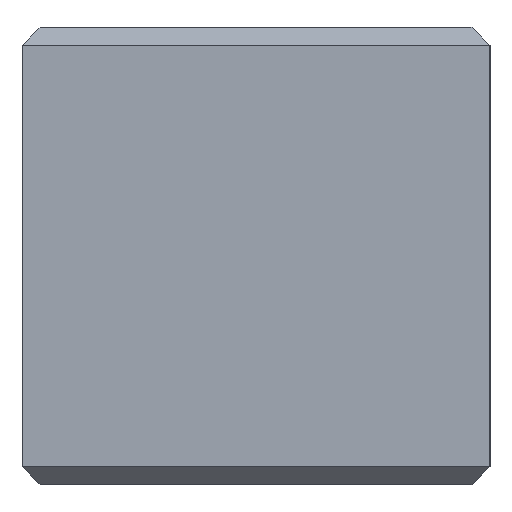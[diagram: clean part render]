
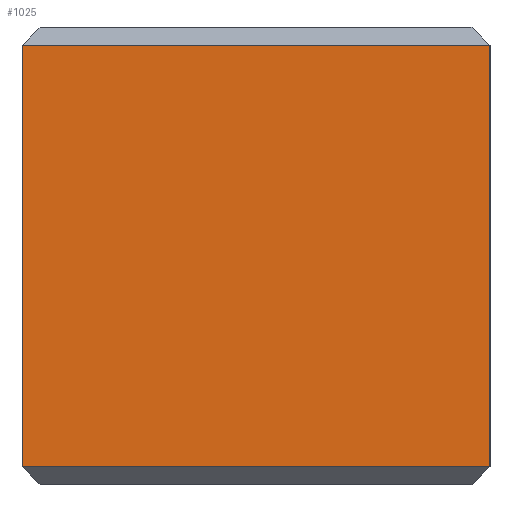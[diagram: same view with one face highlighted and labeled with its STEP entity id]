
A CAD part, left-side view. The second image highlights one B-rep face of the part: STEP entity #1025.
In plain terms, the highlighted planar face has unit normal (-1, 0, 0).
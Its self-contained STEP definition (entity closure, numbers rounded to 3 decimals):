
#99 = VECTOR ( 'NONE', #165, 1000. ) ;
#165 = DIRECTION ( 'NONE',  ( 0., 0., -1. ) ) ;
#180 = EDGE_CURVE ( 'NONE', #1423, #896, #404, .T. ) ;
#228 = ORIENTED_EDGE ( 'NONE', *, *, #1239, .T. ) ;
#298 = VERTEX_POINT ( 'NONE', #1585 ) ;
#404 = LINE ( 'NONE', #1530, #1090 ) ;
#503 = ORIENTED_EDGE ( 'NONE', *, *, #180, .F. ) ;
#580 = VERTEX_POINT ( 'NONE', #847 ) ;
#744 = AXIS2_PLACEMENT_3D ( 'NONE', #2332, #2556, #793 ) ;
#783 = LINE ( 'NONE', #2382, #99 ) ;
#793 = DIRECTION ( 'NONE',  ( 0., 1., 0. ) ) ;
#828 = CARTESIAN_POINT ( 'NONE',  ( 0., 0., 0.5 ) ) ;
#847 = CARTESIAN_POINT ( 'NONE',  ( 0., 13., 12.2 ) ) ;
#858 = LINE ( 'NONE', #1521, #1168 ) ;
#896 = VERTEX_POINT ( 'NONE', #2636 ) ;
#977 = PLANE ( 'NONE',  #744 ) ;
#1025 = ADVANCED_FACE ( 'NONE', ( #1396 ), #977, .F. ) ;
#1081 = EDGE_CURVE ( 'NONE', #298, #896, #1274, .T. ) ;
#1090 = VECTOR ( 'NONE', #2199, 1000. ) ;
#1168 = VECTOR ( 'NONE', #2246, 1000. ) ;
#1239 = EDGE_CURVE ( 'NONE', #1423, #580, #858, .T. ) ;
#1274 = LINE ( 'NONE', #828, #1444 ) ;
#1396 = FACE_OUTER_BOUND ( 'NONE', #2387, .T. ) ;
#1423 = VERTEX_POINT ( 'NONE', #2682 ) ;
#1444 = VECTOR ( 'NONE', #2099, 1000. ) ;
#1521 = CARTESIAN_POINT ( 'NONE',  ( 0., 0., 12.2 ) ) ;
#1530 = CARTESIAN_POINT ( 'NONE',  ( 0., 0., 12.7 ) ) ;
#1585 = CARTESIAN_POINT ( 'NONE',  ( 0., 13., 0.5 ) ) ;
#1651 = ORIENTED_EDGE ( 'NONE', *, *, #1081, .T. ) ;
#1705 = EDGE_CURVE ( 'NONE', #580, #298, #783, .T. ) ;
#2099 = DIRECTION ( 'NONE',  ( 0., -1., 0. ) ) ;
#2199 = DIRECTION ( 'NONE',  ( 0., 0., -1. ) ) ;
#2246 = DIRECTION ( 'NONE',  ( 0., 1., 0. ) ) ;
#2332 = CARTESIAN_POINT ( 'NONE',  ( 0., 0., 12.7 ) ) ;
#2382 = CARTESIAN_POINT ( 'NONE',  ( 0., 13., 12.7 ) ) ;
#2387 = EDGE_LOOP ( 'NONE', ( #2839, #1651, #503, #228 ) ) ;
#2556 = DIRECTION ( 'NONE',  ( 1., 0., 0. ) ) ;
#2636 = CARTESIAN_POINT ( 'NONE',  ( 0., 0., 0.5 ) ) ;
#2682 = CARTESIAN_POINT ( 'NONE',  ( 0., 0., 12.2 ) ) ;
#2839 = ORIENTED_EDGE ( 'NONE', *, *, #1705, .T. ) ;
